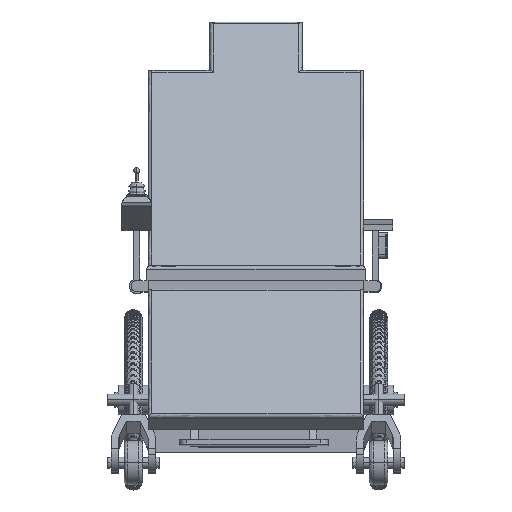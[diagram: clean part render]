
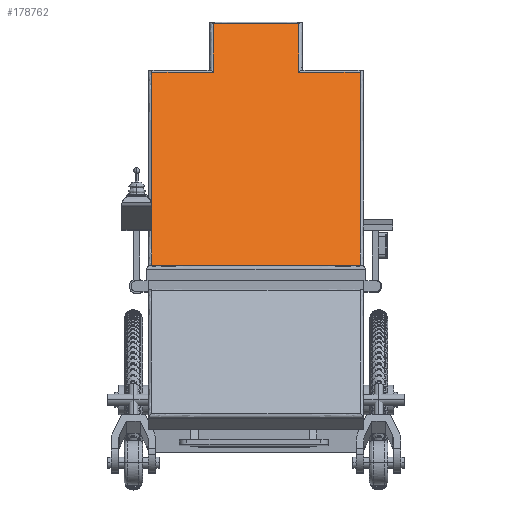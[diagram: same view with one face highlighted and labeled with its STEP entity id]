
A CAD part, top view. The second image highlights one B-rep face of the part: STEP entity #178762.
In plain terms, the highlighted free-form (B-spline) face has degree [1, 1] with [2, 2] control points.
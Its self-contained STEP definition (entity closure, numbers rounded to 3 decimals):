
#178762 = ADVANCED_FACE('',(#178763),#178821,.T.);
#178763 = FACE_BOUND('',#178764,.T.);
#178764 = EDGE_LOOP('',(#178765,#178774,#178781,#178788,#178795,#178802,
    #178809,#178816));
#178765 = ORIENTED_EDGE('',*,*,#178766,.T.);
#178766 = EDGE_CURVE('',#178767,#178769,#178771,.T.);
#178767 = VERTEX_POINT('',#178768);
#178768 = CARTESIAN_POINT('',(-75.188,44.719,
    -5.53));
#178769 = VERTEX_POINT('',#178770);
#178770 = CARTESIAN_POINT('',(-6.163,44.719,
    -5.53));
#178771 = B_SPLINE_CURVE_WITH_KNOTS('',1,(#178772,#178773),
  .UNSPECIFIED.,.F.,.F.,(2,2),(-57.,-1.),.PIECEWISE_BEZIER_KNOTS.);
#178772 = CARTESIAN_POINT('',(-75.188,44.719,
    -5.53));
#178773 = CARTESIAN_POINT('',(-6.163,44.719,
    -5.53));
#178774 = ORIENTED_EDGE('',*,*,#178775,.T.);
#178775 = EDGE_CURVE('',#178769,#178776,#178778,.T.);
#178776 = VERTEX_POINT('',#178777);
#178777 = CARTESIAN_POINT('',(-6.163,108.766,
    -42.508));
#178778 = B_SPLINE_CURVE_WITH_KNOTS('',1,(#178779,#178780),
  .UNSPECIFIED.,.F.,.F.,(2,2),(-61.,-1.),.PIECEWISE_BEZIER_KNOTS.);
#178779 = CARTESIAN_POINT('',(-6.163,44.719,
    -5.53));
#178780 = CARTESIAN_POINT('',(-6.163,108.766,
    -42.508));
#178781 = ORIENTED_EDGE('',*,*,#178782,.T.);
#178782 = EDGE_CURVE('',#178776,#178783,#178785,.T.);
#178783 = VERTEX_POINT('',#178784);
#178784 = CARTESIAN_POINT('',(-26.501,108.766,
    -42.508));
#178785 = B_SPLINE_CURVE_WITH_KNOTS('',1,(#178786,#178787),
  .UNSPECIFIED.,.F.,.F.,(2,2),(-4.,12.5),.PIECEWISE_BEZIER_KNOTS.);
#178786 = CARTESIAN_POINT('',(-6.163,108.766,
    -42.508));
#178787 = CARTESIAN_POINT('',(-26.501,108.766,
    -42.508));
#178788 = ORIENTED_EDGE('',*,*,#178789,.T.);
#178789 = EDGE_CURVE('',#178783,#178790,#178792,.T.);
#178790 = VERTEX_POINT('',#178791);
#178791 = CARTESIAN_POINT('',(-26.501,124.778,
    -51.752));
#178792 = B_SPLINE_CURVE_WITH_KNOTS('',1,(#178793,#178794),
  .UNSPECIFIED.,.F.,.F.,(2,2),(71.,86.),.PIECEWISE_BEZIER_KNOTS.);
#178793 = CARTESIAN_POINT('',(-26.501,108.766,
    -42.508));
#178794 = CARTESIAN_POINT('',(-26.501,124.778,
    -51.752));
#178795 = ORIENTED_EDGE('',*,*,#178796,.T.);
#178796 = EDGE_CURVE('',#178790,#178797,#178799,.T.);
#178797 = VERTEX_POINT('',#178798);
#178798 = CARTESIAN_POINT('',(-54.85,124.778,
    -51.752));
#178799 = B_SPLINE_CURVE_WITH_KNOTS('',1,(#178800,#178801),
  .UNSPECIFIED.,.F.,.F.,(2,2),(12.5,35.5),.PIECEWISE_BEZIER_KNOTS.);
#178800 = CARTESIAN_POINT('',(-26.501,124.778,
    -51.752));
#178801 = CARTESIAN_POINT('',(-54.85,124.778,
    -51.752));
#178802 = ORIENTED_EDGE('',*,*,#178803,.T.);
#178803 = EDGE_CURVE('',#178797,#178804,#178806,.T.);
#178804 = VERTEX_POINT('',#178805);
#178805 = CARTESIAN_POINT('',(-54.85,108.766,
    -42.508));
#178806 = B_SPLINE_CURVE_WITH_KNOTS('',1,(#178807,#178808),
  .UNSPECIFIED.,.F.,.F.,(2,2),(-14.,1.),.PIECEWISE_BEZIER_KNOTS.);
#178807 = CARTESIAN_POINT('',(-54.85,124.778,
    -51.752));
#178808 = CARTESIAN_POINT('',(-54.85,108.766,
    -42.508));
#178809 = ORIENTED_EDGE('',*,*,#178810,.T.);
#178810 = EDGE_CURVE('',#178804,#178811,#178813,.T.);
#178811 = VERTEX_POINT('',#178812);
#178812 = CARTESIAN_POINT('',(-75.188,108.766,
    -42.508));
#178813 = B_SPLINE_CURVE_WITH_KNOTS('',1,(#178814,#178815),
  .UNSPECIFIED.,.F.,.F.,(2,2),(35.5,52.),.PIECEWISE_BEZIER_KNOTS.);
#178814 = CARTESIAN_POINT('',(-54.85,108.766,
    -42.508));
#178815 = CARTESIAN_POINT('',(-75.188,108.766,
    -42.508));
#178816 = ORIENTED_EDGE('',*,*,#178817,.T.);
#178817 = EDGE_CURVE('',#178811,#178767,#178818,.T.);
#178818 = B_SPLINE_CURVE_WITH_KNOTS('',1,(#178819,#178820),
  .UNSPECIFIED.,.F.,.F.,(2,2),(-71.,-11.),.PIECEWISE_BEZIER_KNOTS.);
#178819 = CARTESIAN_POINT('',(-75.188,108.766,
    -42.508));
#178820 = CARTESIAN_POINT('',(-75.188,44.719,
    -5.53));
#178821 = B_SPLINE_SURFACE_WITH_KNOTS('',1,1,(
    (#178822,#178823)
    ,(#178824,#178825
  )),.UNSPECIFIED.,.F.,.F.,.F.,(2,2),(2,2),(-52.,4.),(11.,86.),
  .PIECEWISE_BEZIER_KNOTS.);
#178822 = CARTESIAN_POINT('',(-75.188,44.719,
    -5.53));
#178823 = CARTESIAN_POINT('',(-75.188,124.778,
    -51.752));
#178824 = CARTESIAN_POINT('',(-6.163,44.719,
    -5.53));
#178825 = CARTESIAN_POINT('',(-6.163,124.778,
    -51.752));
